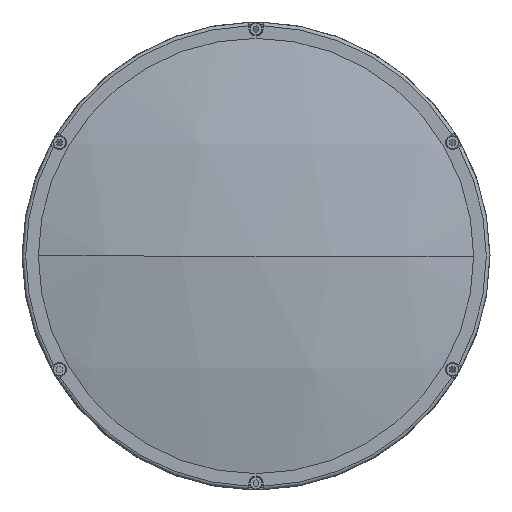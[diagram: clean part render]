
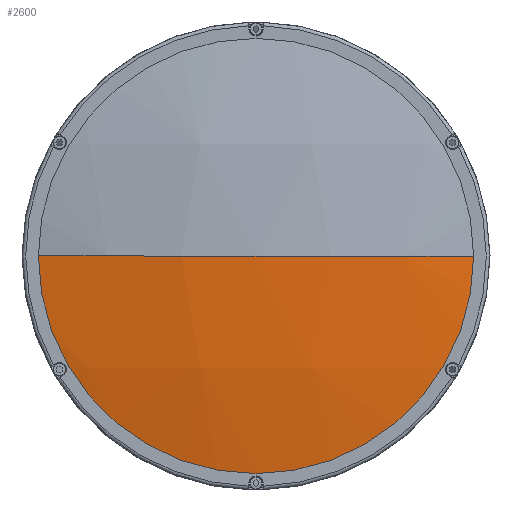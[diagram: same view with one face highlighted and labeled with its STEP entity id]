
A CAD part, left-side view. The second image highlights one B-rep face of the part: STEP entity #2600.
In plain terms, the highlighted spherical face has radius 434.72 mm.
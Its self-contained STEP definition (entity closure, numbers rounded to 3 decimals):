
#494 = CARTESIAN_POINT ( 'NONE',  ( 12.62, 0., 0. ) ) ;
#544 = CIRCLE ( 'NONE', #8343, 434.72 ) ;
#565 = DIRECTION ( 'NONE',  ( 0., 1., 0. ) ) ;
#599 = VERTEX_POINT ( 'NONE', #6290 ) ;
#1046 = CARTESIAN_POINT ( 'NONE',  ( -411.593, 0., 0. ) ) ;
#1224 = EDGE_LOOP ( 'NONE', ( #7895, #5652, #7794 ) ) ;
#1353 = CARTESIAN_POINT ( 'NONE',  ( -411.593, 95., 0. ) ) ;
#1609 = DIRECTION ( 'NONE',  ( 0., 0., 1. ) ) ;
#2150 = EDGE_CURVE ( 'NONE', #2466, #599, #544, .T. ) ;
#2466 = VERTEX_POINT ( 'NONE', #3495 ) ;
#2600 = ADVANCED_FACE ( 'NONE', ( #7658 ), #9228, .T. ) ;
#2938 = EDGE_CURVE ( 'NONE', #6339, #599, #3601, .T. ) ;
#3108 = CARTESIAN_POINT ( 'NONE',  ( 12.62, 0., 0. ) ) ;
#3262 = DIRECTION ( 'NONE',  ( 0., -1., 0. ) ) ;
#3389 = EDGE_CURVE ( 'NONE', #6339, #2466, #7311, .T. ) ;
#3403 = DIRECTION ( 'NONE',  ( 0., 0., 1. ) ) ;
#3495 = CARTESIAN_POINT ( 'NONE',  ( -411.593, -95., 0. ) ) ;
#3601 = CIRCLE ( 'NONE', #8953, 434.72 ) ;
#4195 = DIRECTION ( 'NONE',  ( 0., 0., -1. ) ) ;
#4518 = DIRECTION ( 'NONE',  ( 0., 0., -1. ) ) ;
#4688 = DIRECTION ( 'NONE',  ( -1., 0., 0. ) ) ;
#4699 = AXIS2_PLACEMENT_3D ( 'NONE', #8554, #4195, #565 ) ;
#5483 = AXIS2_PLACEMENT_3D ( 'NONE', #1046, #4688, #1609 ) ;
#5652 = ORIENTED_EDGE ( 'NONE', *, *, #2150, .T. ) ;
#6290 = CARTESIAN_POINT ( 'NONE',  ( -422.1, 0., 0. ) ) ;
#6339 = VERTEX_POINT ( 'NONE', #1353 ) ;
#6868 = DIRECTION ( 'NONE',  ( 0., 1., 0. ) ) ;
#7311 = CIRCLE ( 'NONE', #5483, 95. ) ;
#7658 = FACE_OUTER_BOUND ( 'NONE', #1224, .T. ) ;
#7794 = ORIENTED_EDGE ( 'NONE', *, *, #2938, .F. ) ;
#7895 = ORIENTED_EDGE ( 'NONE', *, *, #3389, .T. ) ;
#8343 = AXIS2_PLACEMENT_3D ( 'NONE', #3108, #4518, #6868 ) ;
#8554 = CARTESIAN_POINT ( 'NONE',  ( 12.62, 0., 0. ) ) ;
#8953 = AXIS2_PLACEMENT_3D ( 'NONE', #494, #3403, #3262 ) ;
#9228 = SPHERICAL_SURFACE ( 'NONE', #4699, 434.72 ) ;
